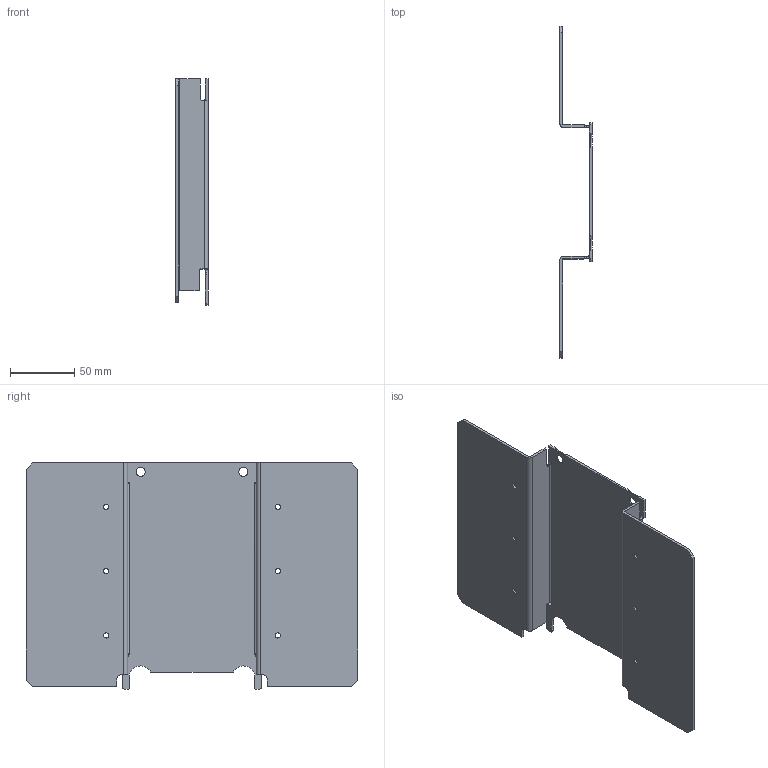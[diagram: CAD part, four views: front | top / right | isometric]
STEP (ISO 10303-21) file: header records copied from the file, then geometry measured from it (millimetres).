
FILE_DESCRIPTION (( 'STEP AP214' ), '1' );
FILE_NAME ('41583021.step', '2018-06-04T13:07:30', ( '' ), ( '' ), 'SwSTEP 2.0', 'SolidWorks 2017', '' );
FILE_SCHEMA (( 'AUTOMOTIVE_DESIGN' ));
Length unit declared in the file: inch
Products named in the file (1): 41583021
Bounding box: 25 x 258 x 176 mm (x, y, z)
Volume: 100121.8 mm3; surface area: 103099.2 mm2
Topology: 1 solids, 1 shells, 97 faces, 283 edges, 188 vertices
Faces by surface type: cylinder 53, plane 44
Entity records: 3377 total; most frequent: CARTESIAN_POINT 651, DIRECTION 571, ORIENTED_EDGE 566, EDGE_CURVE 283, AXIS2_PLACEMENT_3D 198, VERTEX_POINT 188, LINE 175, VECTOR 175
